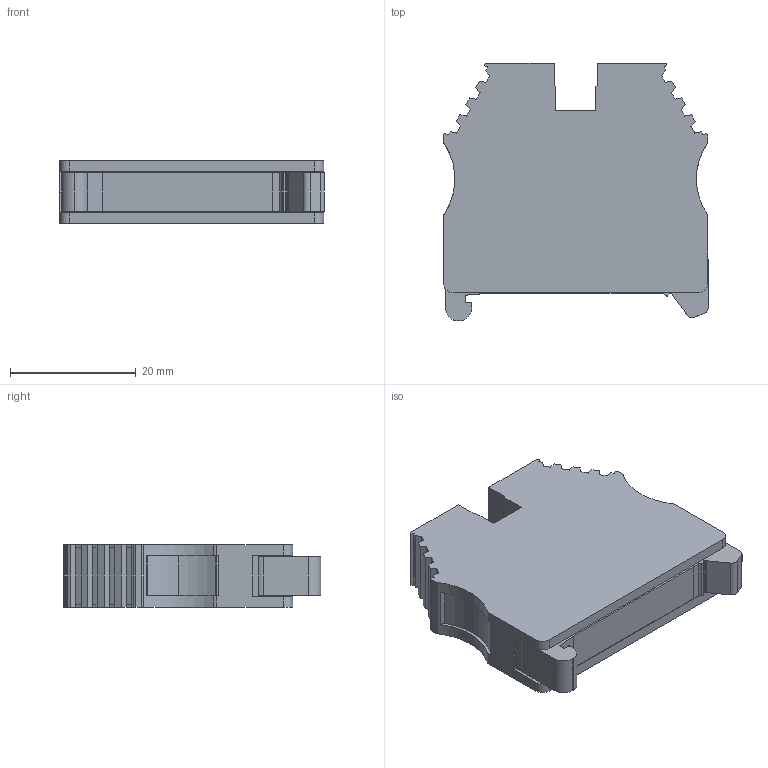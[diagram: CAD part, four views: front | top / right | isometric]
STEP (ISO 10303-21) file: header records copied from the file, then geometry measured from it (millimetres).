
FILE_DESCRIPTION (( 'STEP AP214' ), '1' );
FILE_NAME ('334470_AVK 10TK.STP', '2015-08-07T07:48:31', ( '' ), ( '' ), 'SwSTEP 2.0', 'SolidWorks 2015', '' );
FILE_SCHEMA (( 'AUTOMOTIVE_DESIGN' ));
Length unit declared in the file: millimetre
Products named in the file (1): 334470_AVK 10TK
Bounding box: 42.1 x 40.96 x 10 mm (x, y, z)
Volume: 13538.3 mm3; surface area: 4981.8 mm2
Topology: 1 solids, 1 shells, 228 faces, 638 edges, 415 vertices
Faces by surface type: plane 153, cylinder 75
Entity records: 8576 total; most frequent: CARTESIAN_POINT 1282, ORIENTED_EDGE 1276, DIRECTION 1250, EDGE_CURVE 638, VECTOR 484, LINE 484, VERTEX_POINT 415, AXIS2_PLACEMENT_3D 383
